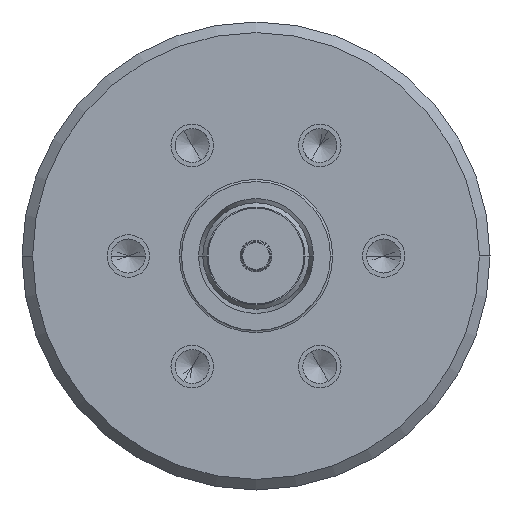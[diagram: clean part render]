
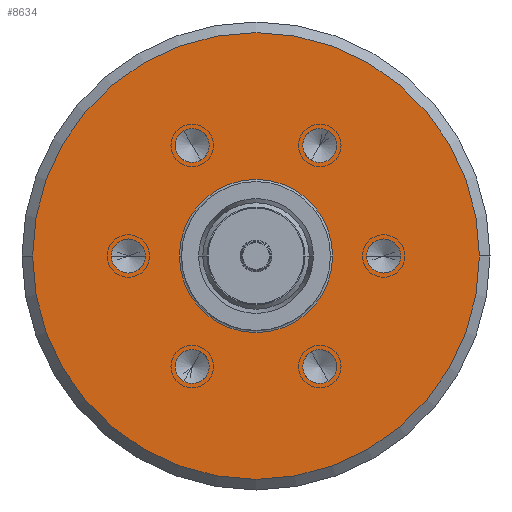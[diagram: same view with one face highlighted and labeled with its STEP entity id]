
A CAD part, left-side view. The second image highlights one B-rep face of the part: STEP entity #8634.
In plain terms, the highlighted planar face has unit normal (-1, 0, 0).
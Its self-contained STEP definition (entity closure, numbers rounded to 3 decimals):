
#2443=CARTESIAN_POINT('',(-15.9,0.,0.));
#2444=DIRECTION('',(-1.,0.,0.));
#2445=DIRECTION('',(0.,1.,0.));
#2446=AXIS2_PLACEMENT_3D('',#2443,#2444,#2445);
#2448=CARTESIAN_POINT('',(-15.9,0.,0.));
#2449=DIRECTION('',(1.,0.,0.));
#2450=DIRECTION('',(0.,1.,0.));
#2451=AXIS2_PLACEMENT_3D('',#2448,#2449,#2450);
#2453=CARTESIAN_POINT('',(-15.9,0.,0.));
#2454=DIRECTION('',(-1.,0.,0.));
#2455=DIRECTION('',(0.,-1.,0.));
#2456=AXIS2_PLACEMENT_3D('',#2453,#2454,#2455);
#2458=CARTESIAN_POINT('',(-15.9,0.,0.));
#2459=DIRECTION('',(-1.,0.,0.));
#2460=DIRECTION('',(0.,1.,0.));
#2461=AXIS2_PLACEMENT_3D('',#2458,#2459,#2460);
#2463=CARTESIAN_POINT('',(-15.9,6.,0.));
#2464=DIRECTION('',(-1.,0.,0.));
#2465=DIRECTION('',(0.,1.,0.));
#2466=AXIS2_PLACEMENT_3D('',#2463,#2464,#2465);
#2468=CARTESIAN_POINT('',(-15.9,6.,0.));
#2469=DIRECTION('',(-1.,0.,0.));
#2470=DIRECTION('',(0.,-1.,0.));
#2471=AXIS2_PLACEMENT_3D('',#2468,#2469,#2470);
#2473=CARTESIAN_POINT('',(-15.9,3.,-5.196));
#2474=DIRECTION('',(-1.,0.,0.));
#2475=DIRECTION('',(0.,0.5,-0.866));
#2476=AXIS2_PLACEMENT_3D('',#2473,#2474,#2475);
#2478=CARTESIAN_POINT('',(-15.9,3.,-5.196));
#2479=DIRECTION('',(-1.,0.,0.));
#2480=DIRECTION('',(0.,-0.5,0.866));
#2481=AXIS2_PLACEMENT_3D('',#2478,#2479,#2480);
#2483=CARTESIAN_POINT('',(-15.9,-3.,-5.196));
#2484=DIRECTION('',(-1.,0.,0.));
#2485=DIRECTION('',(0.,-0.5,-0.866));
#2486=AXIS2_PLACEMENT_3D('',#2483,#2484,#2485);
#2488=CARTESIAN_POINT('',(-15.9,-3.,-5.196));
#2489=DIRECTION('',(-1.,0.,0.));
#2490=DIRECTION('',(0.,0.5,0.866));
#2491=AXIS2_PLACEMENT_3D('',#2488,#2489,#2490);
#2493=CARTESIAN_POINT('',(-15.9,-6.,0.));
#2494=DIRECTION('',(-1.,0.,0.));
#2495=DIRECTION('',(0.,-1.,0.));
#2496=AXIS2_PLACEMENT_3D('',#2493,#2494,#2495);
#2498=CARTESIAN_POINT('',(-15.9,-6.,0.));
#2499=DIRECTION('',(-1.,0.,0.));
#2500=DIRECTION('',(0.,1.,0.));
#2501=AXIS2_PLACEMENT_3D('',#2498,#2499,#2500);
#2503=CARTESIAN_POINT('',(-15.9,-3.,5.196));
#2504=DIRECTION('',(-1.,0.,0.));
#2505=DIRECTION('',(0.,-0.5,0.866));
#2506=AXIS2_PLACEMENT_3D('',#2503,#2504,#2505);
#2508=CARTESIAN_POINT('',(-15.9,-3.,5.196));
#2509=DIRECTION('',(-1.,0.,0.));
#2510=DIRECTION('',(0.,0.5,-0.866));
#2511=AXIS2_PLACEMENT_3D('',#2508,#2509,#2510);
#2513=CARTESIAN_POINT('',(-15.9,3.,5.196));
#2514=DIRECTION('',(-1.,0.,0.));
#2515=DIRECTION('',(0.,0.5,0.866));
#2516=AXIS2_PLACEMENT_3D('',#2513,#2514,#2515);
#2518=CARTESIAN_POINT('',(-15.9,3.,5.196));
#2519=DIRECTION('',(-1.,0.,0.));
#2520=DIRECTION('',(0.,-0.5,-0.866));
#2521=AXIS2_PLACEMENT_3D('',#2518,#2519,#2520);
#4437=CARTESIAN_POINT('',(-15.9,10.5,0.));
#4439=VERTEX_POINT('',#4437);
#4441=CARTESIAN_POINT('',(-15.9,-3.6,0.));
#4442=CARTESIAN_POINT('',(-15.9,3.6,0.));
#4443=VERTEX_POINT('',#4441);
#4444=VERTEX_POINT('',#4442);
#4445=CARTESIAN_POINT('',(-15.9,-10.5,0.));
#4446=VERTEX_POINT('',#4445);
#4447=CARTESIAN_POINT('',(-15.9,6.8,0.));
#4448=CARTESIAN_POINT('',(-15.9,5.2,0.));
#4449=VERTEX_POINT('',#4447);
#4450=VERTEX_POINT('',#4448);
#4451=CARTESIAN_POINT('',(-15.9,3.4,-5.889));
#4452=CARTESIAN_POINT('',(-15.9,2.6,-4.503));
#4453=VERTEX_POINT('',#4451);
#4454=VERTEX_POINT('',#4452);
#4455=CARTESIAN_POINT('',(-15.9,-3.4,-5.889));
#4456=CARTESIAN_POINT('',(-15.9,-2.6,-4.503));
#4457=VERTEX_POINT('',#4455);
#4458=VERTEX_POINT('',#4456);
#4459=CARTESIAN_POINT('',(-15.9,-6.8,0.));
#4460=CARTESIAN_POINT('',(-15.9,-5.2,0.));
#4461=VERTEX_POINT('',#4459);
#4462=VERTEX_POINT('',#4460);
#4463=CARTESIAN_POINT('',(-15.9,-3.4,5.889));
#4464=CARTESIAN_POINT('',(-15.9,-2.6,4.503));
#4465=VERTEX_POINT('',#4463);
#4466=VERTEX_POINT('',#4464);
#4467=CARTESIAN_POINT('',(-15.9,3.4,5.889));
#4468=CARTESIAN_POINT('',(-15.9,2.6,4.503));
#4469=VERTEX_POINT('',#4467);
#4470=VERTEX_POINT('',#4468);
#8582=CARTESIAN_POINT('',(-15.9,0.,0.));
#8583=DIRECTION('',(1.,0.,0.));
#8584=DIRECTION('',(0.,1.,0.));
#8585=AXIS2_PLACEMENT_3D('',#8582,#8583,#8584);
#8586=PLANE('',#8585);
#8587=ORIENTED_EDGE('',*,*,#8572,.F.);
#8589=ORIENTED_EDGE('',*,*,#8588,.T.);
#8590=EDGE_LOOP('',(#8587,#8589));
#8591=FACE_OUTER_BOUND('',#8590,.F.);
#8593=ORIENTED_EDGE('',*,*,#8592,.T.);
#8595=ORIENTED_EDGE('',*,*,#8594,.T.);
#8596=EDGE_LOOP('',(#8593,#8595));
#8597=FACE_BOUND('',#8596,.F.);
#8599=ORIENTED_EDGE('',*,*,#8598,.T.);
#8601=ORIENTED_EDGE('',*,*,#8600,.T.);
#8602=EDGE_LOOP('',(#8599,#8601));
#8603=FACE_BOUND('',#8602,.F.);
#8605=ORIENTED_EDGE('',*,*,#8604,.T.);
#8607=ORIENTED_EDGE('',*,*,#8606,.T.);
#8608=EDGE_LOOP('',(#8605,#8607));
#8609=FACE_BOUND('',#8608,.F.);
#8611=ORIENTED_EDGE('',*,*,#8610,.T.);
#8613=ORIENTED_EDGE('',*,*,#8612,.T.);
#8614=EDGE_LOOP('',(#8611,#8613));
#8615=FACE_BOUND('',#8614,.F.);
#8617=ORIENTED_EDGE('',*,*,#8616,.T.);
#8619=ORIENTED_EDGE('',*,*,#8618,.T.);
#8620=EDGE_LOOP('',(#8617,#8619));
#8621=FACE_BOUND('',#8620,.F.);
#8623=ORIENTED_EDGE('',*,*,#8622,.T.);
#8625=ORIENTED_EDGE('',*,*,#8624,.T.);
#8626=EDGE_LOOP('',(#8623,#8625));
#8627=FACE_BOUND('',#8626,.F.);
#8629=ORIENTED_EDGE('',*,*,#8628,.T.);
#8631=ORIENTED_EDGE('',*,*,#8630,.T.);
#8632=EDGE_LOOP('',(#8629,#8631));
#8633=FACE_BOUND('',#8632,.F.);
#8634=ADVANCED_FACE('',(#8591,#8597,#8603,#8609,#8615,#8621,#8627,#8633),#8586,
.F.);
#2447=CIRCLE('',#2446,10.5);
#2452=CIRCLE('',#2451,10.5);
#2457=CIRCLE('',#2456,3.6);
#2462=CIRCLE('',#2461,3.6);
#2467=CIRCLE('',#2466,0.8);
#2472=CIRCLE('',#2471,0.8);
#2477=CIRCLE('',#2476,0.8);
#2482=CIRCLE('',#2481,0.8);
#2487=CIRCLE('',#2486,0.8);
#2492=CIRCLE('',#2491,0.8);
#2497=CIRCLE('',#2496,0.8);
#2502=CIRCLE('',#2501,0.8);
#2507=CIRCLE('',#2506,0.8);
#2512=CIRCLE('',#2511,0.8);
#2517=CIRCLE('',#2516,0.8);
#2522=CIRCLE('',#2521,0.8);
#8572=EDGE_CURVE('',#4439,#4446,#2447,.T.);
#8588=EDGE_CURVE('',#4439,#4446,#2452,.T.);
#8592=EDGE_CURVE('',#4443,#4444,#2457,.T.);
#8594=EDGE_CURVE('',#4444,#4443,#2462,.T.);
#8598=EDGE_CURVE('',#4449,#4450,#2467,.T.);
#8600=EDGE_CURVE('',#4450,#4449,#2472,.T.);
#8604=EDGE_CURVE('',#4453,#4454,#2477,.T.);
#8606=EDGE_CURVE('',#4454,#4453,#2482,.T.);
#8610=EDGE_CURVE('',#4457,#4458,#2487,.T.);
#8612=EDGE_CURVE('',#4458,#4457,#2492,.T.);
#8616=EDGE_CURVE('',#4461,#4462,#2497,.T.);
#8618=EDGE_CURVE('',#4462,#4461,#2502,.T.);
#8622=EDGE_CURVE('',#4465,#4466,#2507,.T.);
#8624=EDGE_CURVE('',#4466,#4465,#2512,.T.);
#8628=EDGE_CURVE('',#4469,#4470,#2517,.T.);
#8630=EDGE_CURVE('',#4470,#4469,#2522,.T.);
